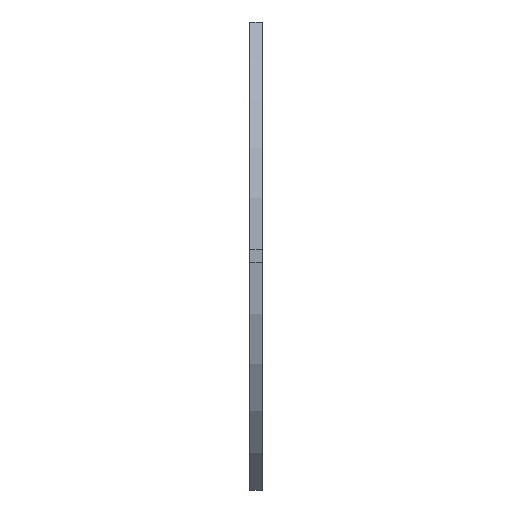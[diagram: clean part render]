
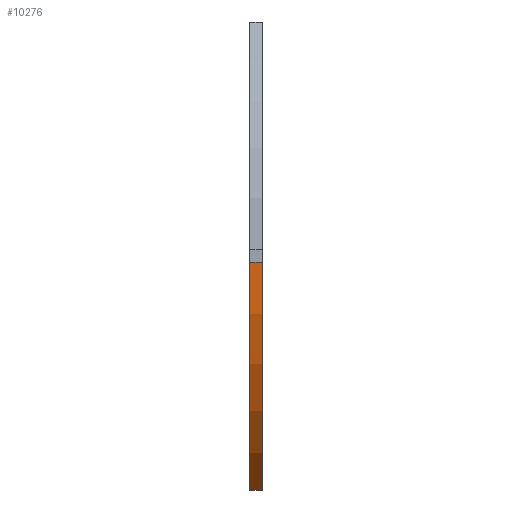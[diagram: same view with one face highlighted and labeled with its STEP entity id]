
A CAD part, left-side view. The second image highlights one B-rep face of the part: STEP entity #10276.
In plain terms, the highlighted cylindrical face has radius 100 mm (diameter 200 mm), a partial arc.
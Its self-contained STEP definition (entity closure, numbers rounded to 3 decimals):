
#184 = ORIENTED_EDGE ( 'NONE', *, *, #6201, .T. ) ;
#208 = DIRECTION ( 'NONE',  ( 0., 1., 0. ) ) ;
#250 = CYLINDRICAL_SURFACE ( 'NONE', #10336, 100. ) ;
#487 = LINE ( 'NONE', #13070, #14554 ) ;
#738 = EDGE_CURVE ( 'NONE', #7238, #10260, #1046, .T. ) ;
#1046 = CIRCLE ( 'NONE', #2490, 100. ) ;
#2490 = AXIS2_PLACEMENT_3D ( 'NONE', #5887, #208, #10510 ) ;
#2608 = AXIS2_PLACEMENT_3D ( 'NONE', #9420, #14021, #14162 ) ;
#2888 = EDGE_CURVE ( 'NONE', #9787, #10260, #487, .T. ) ;
#3535 = CARTESIAN_POINT ( 'NONE',  ( -99.98, 0., -2. ) ) ;
#4013 = EDGE_LOOP ( 'NONE', ( #10887, #4799, #9604, #184 ) ) ;
#4337 = DIRECTION ( 'NONE',  ( 0., -1., 0. ) ) ;
#4799 = ORIENTED_EDGE ( 'NONE', *, *, #2888, .T. ) ;
#5887 = CARTESIAN_POINT ( 'NONE',  ( 0., 4., 0. ) ) ;
#6171 = CARTESIAN_POINT ( 'NONE',  ( -63.804, 4., -77. ) ) ;
#6201 = EDGE_CURVE ( 'NONE', #7238, #13830, #8687, .T. ) ;
#7065 = DIRECTION ( 'NONE',  ( 0., -1., 0. ) ) ;
#7232 = EDGE_CURVE ( 'NONE', #13830, #9787, #8605, .T. ) ;
#7238 = VERTEX_POINT ( 'NONE', #6171 ) ;
#8528 = CARTESIAN_POINT ( 'NONE',  ( -63.804, 0., -77. ) ) ;
#8605 = CIRCLE ( 'NONE', #2608, 100. ) ;
#8687 = LINE ( 'NONE', #8842, #13622 ) ;
#8842 = CARTESIAN_POINT ( 'NONE',  ( -63.804, 4., -77. ) ) ;
#9420 = CARTESIAN_POINT ( 'NONE',  ( 0., 0., 0. ) ) ;
#9466 = FACE_OUTER_BOUND ( 'NONE', #4013, .T. ) ;
#9545 = CARTESIAN_POINT ( 'NONE',  ( -99.98, 4., -2. ) ) ;
#9604 = ORIENTED_EDGE ( 'NONE', *, *, #738, .F. ) ;
#9787 = VERTEX_POINT ( 'NONE', #3535 ) ;
#10260 = VERTEX_POINT ( 'NONE', #9545 ) ;
#10276 = ADVANCED_FACE ( 'NONE', ( #9466 ), #250, .T. ) ;
#10336 = AXIS2_PLACEMENT_3D ( 'NONE', #12824, #7065, #13055 ) ;
#10510 = DIRECTION ( 'NONE',  ( 0., 0., 1. ) ) ;
#10887 = ORIENTED_EDGE ( 'NONE', *, *, #7232, .T. ) ;
#12824 = CARTESIAN_POINT ( 'NONE',  ( 0., 4., 0. ) ) ;
#13055 = DIRECTION ( 'NONE',  ( 0., 0., -1. ) ) ;
#13070 = CARTESIAN_POINT ( 'NONE',  ( -99.98, 4., -2. ) ) ;
#13622 = VECTOR ( 'NONE', #4337, 1000. ) ;
#13830 = VERTEX_POINT ( 'NONE', #8528 ) ;
#14021 = DIRECTION ( 'NONE',  ( 0., 1., 0. ) ) ;
#14152 = DIRECTION ( 'NONE',  ( 0., 1., 0. ) ) ;
#14162 = DIRECTION ( 'NONE',  ( 0., 0., 1. ) ) ;
#14554 = VECTOR ( 'NONE', #14152, 1000. ) ;
